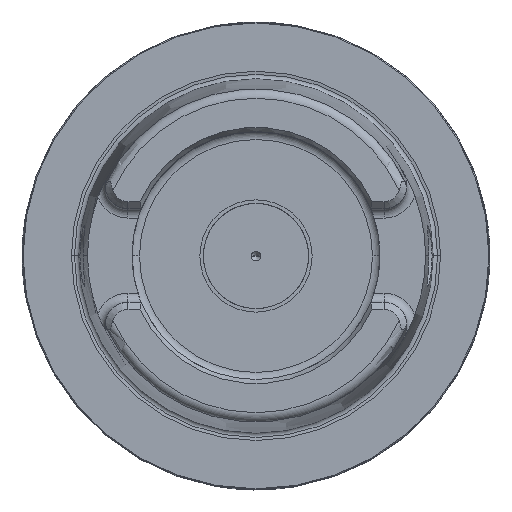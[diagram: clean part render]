
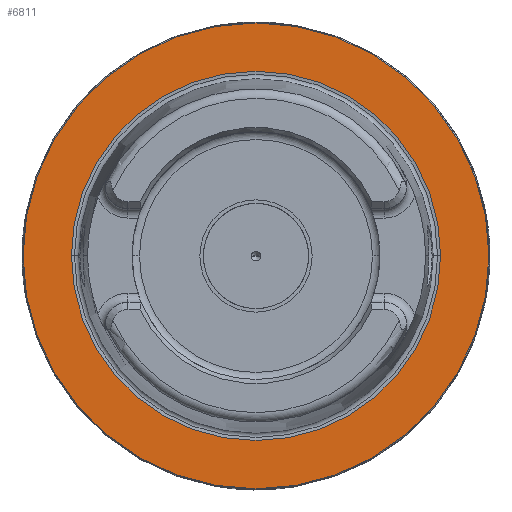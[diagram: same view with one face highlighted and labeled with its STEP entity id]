
A CAD part, top view. The second image highlights one B-rep face of the part: STEP entity #6811.
In plain terms, the highlighted planar face has unit normal (0, 0, 1).
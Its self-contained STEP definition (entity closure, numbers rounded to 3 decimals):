
#2321=CARTESIAN_POINT('',(0.,0.,0.));
#2322=DIRECTION('',(0.,0.,1.));
#2323=DIRECTION('',(1.,0.,0.));
#2324=AXIS2_PLACEMENT_3D('',#2321,#2322,#2323);
#2337=CARTESIAN_POINT('',(0.,0.,0.));
#2338=DIRECTION('',(0.,0.,-1.));
#2339=DIRECTION('',(1.,0.,0.));
#2340=AXIS2_PLACEMENT_3D('',#2337,#2338,#2339);
#2359=CARTESIAN_POINT('',(0.,0.,0.));
#2360=DIRECTION('',(0.,0.,1.));
#2361=DIRECTION('',(1.,0.,0.));
#2362=AXIS2_PLACEMENT_3D('',#2359,#2360,#2361);
#4826=CARTESIAN_POINT('',(0.,0.,0.));
#4827=DIRECTION('',(0.,0.,-1.));
#4828=DIRECTION('',(1.,0.,0.));
#4829=AXIS2_PLACEMENT_3D('',#4826,#4827,#4828);
#4886=CARTESIAN_POINT('',(39.464,0.,0.));
#4888=VERTEX_POINT('',#4886);
#4898=CARTESIAN_POINT('',(-39.464,0.,0.));
#4900=VERTEX_POINT('',#4898);
#4910=CARTESIAN_POINT('',(49.8,0.,0.));
#4911=CARTESIAN_POINT('',(-49.8,0.,0.));
#4912=VERTEX_POINT('',#4910);
#4913=VERTEX_POINT('',#4911);
#6795=CARTESIAN_POINT('',(0.,0.,0.));
#6796=DIRECTION('',(0.,0.,-1.));
#6797=DIRECTION('',(-1.,0.,0.));
#6798=AXIS2_PLACEMENT_3D('',#6795,#6796,#6797);
#6799=PLANE('',#6798);
#6800=ORIENTED_EDGE('',*,*,#6785,.F.);
#6802=ORIENTED_EDGE('',*,*,#6801,.T.);
#6803=EDGE_LOOP('',(#6800,#6802));
#6804=FACE_OUTER_BOUND('',#6803,.F.);
#6806=ORIENTED_EDGE('',*,*,#6805,.F.);
#6808=ORIENTED_EDGE('',*,*,#6807,.T.);
#6809=EDGE_LOOP('',(#6806,#6808));
#6810=FACE_BOUND('',#6809,.F.);
#2325=CIRCLE('',#2324,49.8);
#2341=CIRCLE('',#2340,39.464);
#2363=CIRCLE('',#2362,39.464);
#4830=CIRCLE('',#4829,49.8);
#6785=EDGE_CURVE('',#4912,#4913,#2325,.T.);
#6801=EDGE_CURVE('',#4912,#4913,#4830,.T.);
#6805=EDGE_CURVE('',#4888,#4900,#2341,.T.);
#6807=EDGE_CURVE('',#4888,#4900,#2363,.T.);
#6811=ADVANCED_FACE('',(#6804,#6810),#6799,.F.);
